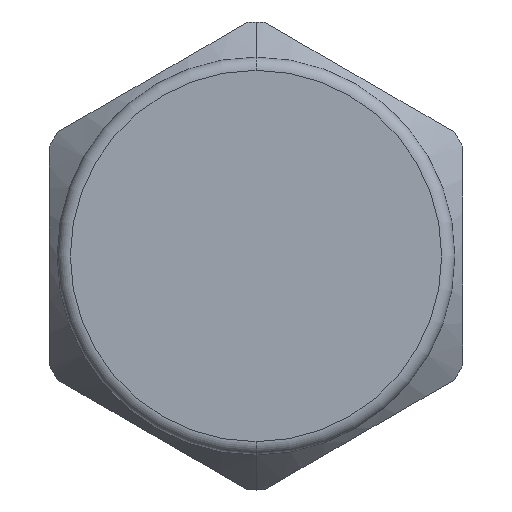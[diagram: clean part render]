
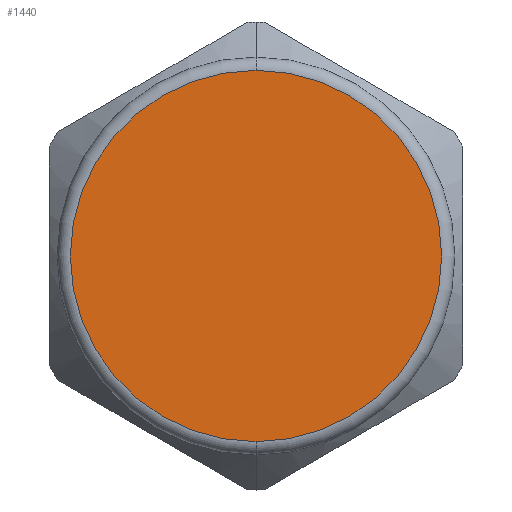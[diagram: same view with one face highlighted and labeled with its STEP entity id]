
A CAD part, front view. The second image highlights one B-rep face of the part: STEP entity #1440.
In plain terms, the highlighted planar face has unit normal (0, -1, 0).
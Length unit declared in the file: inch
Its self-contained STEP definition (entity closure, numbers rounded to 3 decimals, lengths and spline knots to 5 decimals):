
#54 = EDGE_LOOP ( 'NONE', ( #606, #194 ) ) ;
#65 = DIRECTION ( 'NONE',  ( 0., -1., 0. ) ) ;
#194 = ORIENTED_EDGE ( 'NONE', *, *, #2007, .T. ) ;
#238 = DIRECTION ( 'NONE',  ( 0., 0., -1. ) ) ;
#266 = CARTESIAN_POINT ( 'NONE',  ( 0., 0.10798, 0. ) ) ;
#280 = CARTESIAN_POINT ( 'NONE',  ( 0., 0.10798, 0. ) ) ;
#430 = PLANE ( 'NONE',  #2291 ) ;
#458 = VERTEX_POINT ( 'NONE', #1176 ) ;
#507 = DIRECTION ( 'NONE',  ( 0., 0., -1. ) ) ;
#606 = ORIENTED_EDGE ( 'NONE', *, *, #1708, .T. ) ;
#674 = AXIS2_PLACEMENT_3D ( 'NONE', #266, #1878, #2115 ) ;
#776 = CIRCLE ( 'NONE', #674, 0.14042 ) ;
#811 = VERTEX_POINT ( 'NONE', #2534 ) ;
#1020 = CARTESIAN_POINT ( 'NONE',  ( 0., 0.10798, 0. ) ) ;
#1063 = AXIS2_PLACEMENT_3D ( 'NONE', #280, #65, #507 ) ;
#1080 = CIRCLE ( 'NONE', #1063, 0.14042 ) ;
#1176 = CARTESIAN_POINT ( 'NONE',  ( 0., 0.10798, -0.14042 ) ) ;
#1440 = ADVANCED_FACE ( 'NONE', ( #1605 ), #430, .T. ) ;
#1605 = FACE_OUTER_BOUND ( 'NONE', #54, .T. ) ;
#1708 = EDGE_CURVE ( 'NONE', #458, #811, #776, .T. ) ;
#1878 = DIRECTION ( 'NONE',  ( 0., -1., 0. ) ) ;
#2007 = EDGE_CURVE ( 'NONE', #811, #458, #1080, .T. ) ;
#2115 = DIRECTION ( 'NONE',  ( 0., 0., -1. ) ) ;
#2291 = AXIS2_PLACEMENT_3D ( 'NONE', #1020, #2459, #238 ) ;
#2459 = DIRECTION ( 'NONE',  ( 0., -1., 0. ) ) ;
#2534 = CARTESIAN_POINT ( 'NONE',  ( 0., 0.10798, 0.14042 ) ) ;
